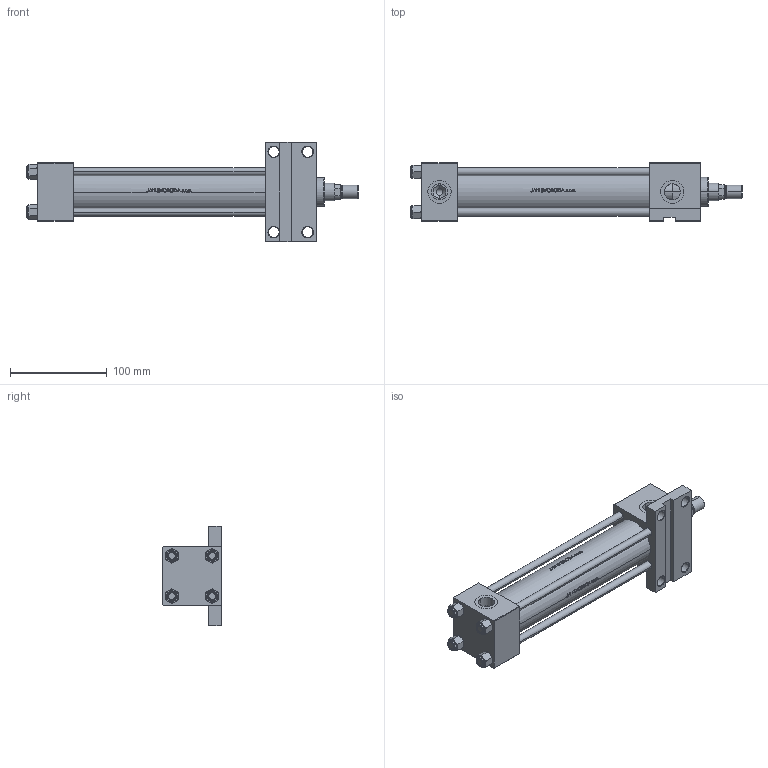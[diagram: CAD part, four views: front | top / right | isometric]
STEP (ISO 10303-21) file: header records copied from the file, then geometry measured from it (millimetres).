
FILE_DESCRIPTION (( 'STEP AP203' ), '1' );
FILE_NAME ('4e26.STEP', '2022-04-16T05:25:32', ( '' ), ( '' ), 'SwSTEP 2.0', 'SolidWorks 2019', '' );
FILE_SCHEMA (( 'CONFIG_CONTROL_DESIGN' ));
Length unit declared in the file: millimetre
Products named in the file (7): 4e26; ROD_END_AH 4c5ffcfb558ea8b1e666f9b2a7c5dee0; V215_VC_A 4c5ffcfb558ea8b1e666f9b2a7c5dee0; V215CR_F_Body 4c5ffcfb558ea8b1e666f9b2a7c5dee0; V215CR_VCP_F 4c5ffcfb558ea8b1e666f9b2a7c5dee0; V215CR_F_TYCINKA 4c5ffcfb558ea8b1e666f9b2a7c5dee0; NUT_M5_F 4c5ffcfb558ea8b1e666f9b2a7c5dee0
Assembly tree (12 placements, depth 2):
  4e26
    V215CR_F_Body 4c5ffcfb558ea8b1e666f9b2a7c5dee0
    V215CR_VCP_F 4c5ffcfb558ea8b1e666f9b2a7c5dee0
    V215CR_F_TYCINKA 4c5ffcfb558ea8b1e666f9b2a7c5dee0  x4
    NUT_M5_F 4c5ffcfb558ea8b1e666f9b2a7c5dee0  x4
    V215_VC_A 4c5ffcfb558ea8b1e666f9b2a7c5dee0
    ROD_END_AH 4c5ffcfb558ea8b1e666f9b2a7c5dee0
Bounding box: 343 x 60 x 103 mm (x, y, z)
Volume: 546798.1 mm3; surface area: 172491.9 mm2
Topology: 12 solids, 12 shells, 1129 faces, 2838 edges, 1819 vertices
Faces by surface type: plane 442, bspline 380, cone 156, cylinder 141, torus 10
Entity records: 48670 total; most frequent: CARTESIAN_POINT 26059, ORIENTED_EDGE 5168, DIRECTION 3260, EDGE_CURVE 2584, VERTEX_POINT 1675, LINE 1330, VECTOR 1330, EDGE_LOOP 1115
